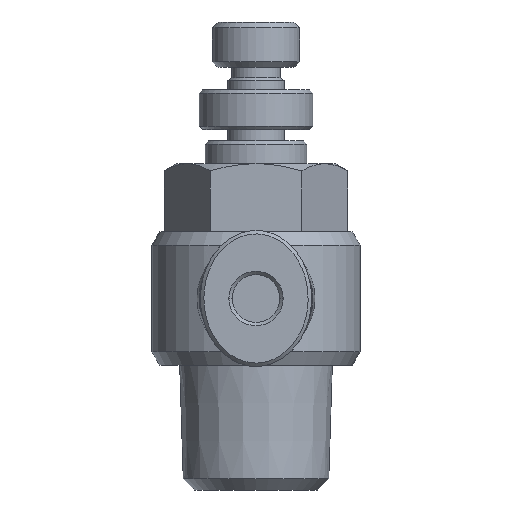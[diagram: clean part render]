
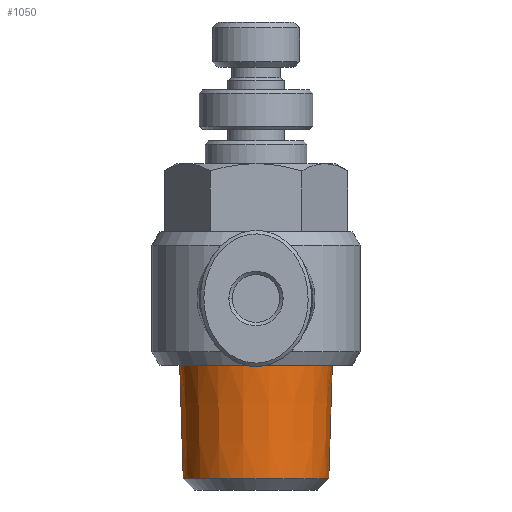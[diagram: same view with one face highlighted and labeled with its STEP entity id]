
A CAD part, front view. The second image highlights one B-rep face of the part: STEP entity #1050.
In plain terms, the highlighted conical face has half-angle 1.79 degrees and reference radius 6.562 mm.
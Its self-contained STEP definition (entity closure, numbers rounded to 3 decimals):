
#1009=CARTESIAN_POINT('',(0.,7.7,-15.15));
#1010=DIRECTION('',(0.0,0.,1.0));
#1011=DIRECTION('',(-1.0,0.0,0.0));
#1012=AXIS2_PLACEMENT_3D('',#1009,#1010,#1011);
#1013=CONICAL_SURFACE('',#1012,6.563,1.79);
#1014=CARTESIAN_POINT('',(-6.422,7.7,-19.65));
#1015=VERTEX_POINT('',#1014);
#1016=CARTESIAN_POINT('',(-6.734,7.7,-9.65));
#1017=VERTEX_POINT('',#1016);
#1018=CARTESIAN_POINT('',(-6.422,7.7,-19.65));
#1019=DIRECTION('',(-0.031,0.,1.));
#1020=VECTOR('',#1019,10.005);
#1021=LINE('',#1018,#1020);
#1022=EDGE_CURVE('',#1015,#1017,#1021,.T.);
#1023=ORIENTED_EDGE('',*,*,#1022,.F.);
#1024=CARTESIAN_POINT('',(6.422,7.7,-19.65));
#1025=VERTEX_POINT('',#1024);
#1026=CARTESIAN_POINT('',(0.,7.7,-19.65));
#1027=DIRECTION('',(0.0,0.0,-1.0));
#1028=DIRECTION('',(1.0,0.0,0.0));
#1029=AXIS2_PLACEMENT_3D('',#1026,#1027,#1028);
#1030=CIRCLE('',#1029,6.422);
#1031=EDGE_CURVE('',#1025,#1015,#1030,.T.);
#1032=ORIENTED_EDGE('',*,*,#1031,.F.);
#1033=CARTESIAN_POINT('',(6.734,7.7,-9.65));
#1034=VERTEX_POINT('',#1033);
#1035=CARTESIAN_POINT('',(6.422,7.7,-19.65));
#1036=DIRECTION('',(0.031,0.,1.));
#1037=VECTOR('',#1036,10.005);
#1038=LINE('',#1035,#1037);
#1039=EDGE_CURVE('',#1025,#1034,#1038,.T.);
#1040=ORIENTED_EDGE('',*,*,#1039,.T.);
#1041=CARTESIAN_POINT('',(0.,7.7,-9.65));
#1042=DIRECTION('',(0.0,0.0,1.0));
#1043=DIRECTION('',(-1.0,0.0,0.0));
#1044=AXIS2_PLACEMENT_3D('',#1041,#1042,#1043);
#1045=CIRCLE('',#1044,6.734);
#1046=EDGE_CURVE('',#1017,#1034,#1045,.T.);
#1047=ORIENTED_EDGE('',*,*,#1046,.F.);
#1048=EDGE_LOOP('',(#1023,#1032,#1040,#1047));
#1049=FACE_OUTER_BOUND('',#1048,.T.);
#1050=ADVANCED_FACE('',(#1049),#1013,.T.);
